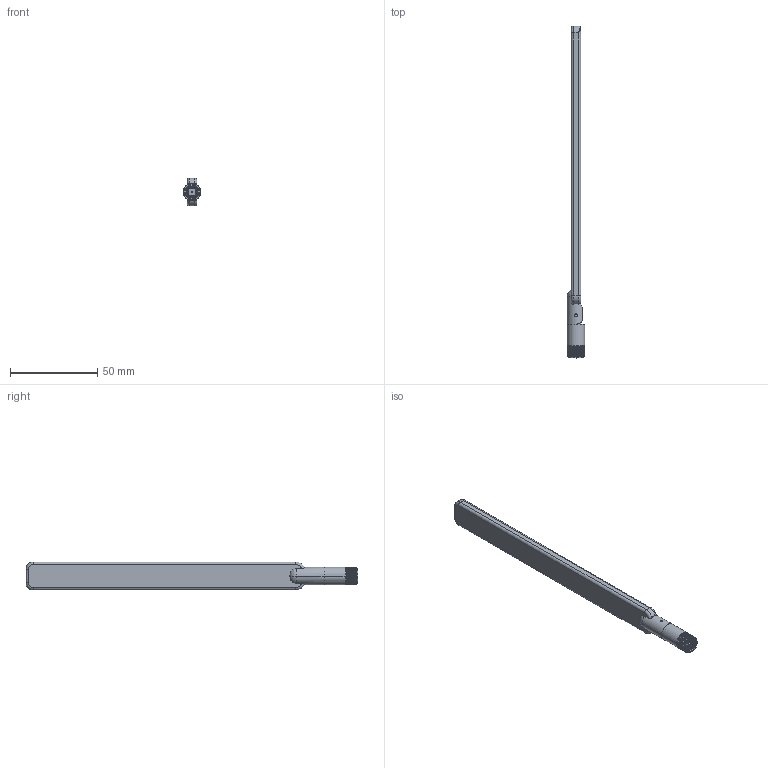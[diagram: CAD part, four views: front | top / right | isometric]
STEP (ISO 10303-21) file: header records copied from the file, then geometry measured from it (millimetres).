
FILE_DESCRIPTION (( 'STEP AP214' ), '1' );
FILE_NAME ('YE0003AA.STEP', '2021-03-19T04:26:16', ( '' ), ( '' ), 'SwSTEP 2.0', 'SolidWorks 2017', '' );
FILE_SCHEMA (( 'AUTOMOTIVE_DESIGN' ));
Length unit declared in the file: millimetre
Products named in the file (1): YE0003AA
Bounding box: 10 x 190 x 16 mm (x, y, z)
Volume: 16054.2 mm3; surface area: 8397.6 mm2
Topology: 5 solids, 5 shells, 189 faces, 494 edges, 321 vertices
Faces by surface type: plane 114, cylinder 55, torus 13, bspline 5, cone 2
Entity records: 7367 total; most frequent: CARTESIAN_POINT 2666, ORIENTED_EDGE 984, DIRECTION 924, EDGE_CURVE 492, VECTOR 342, LINE 342, VERTEX_POINT 321, AXIS2_PLACEMENT_3D 291
